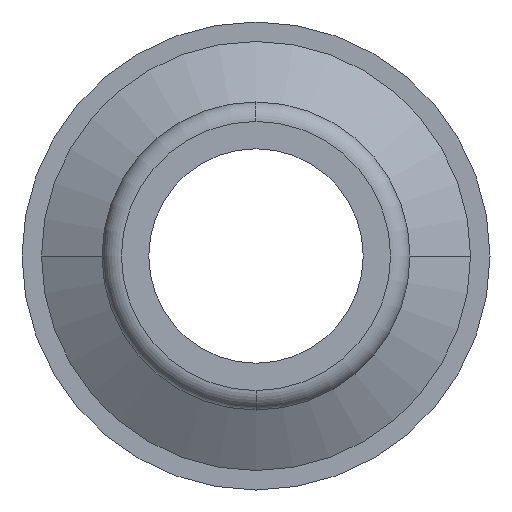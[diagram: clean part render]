
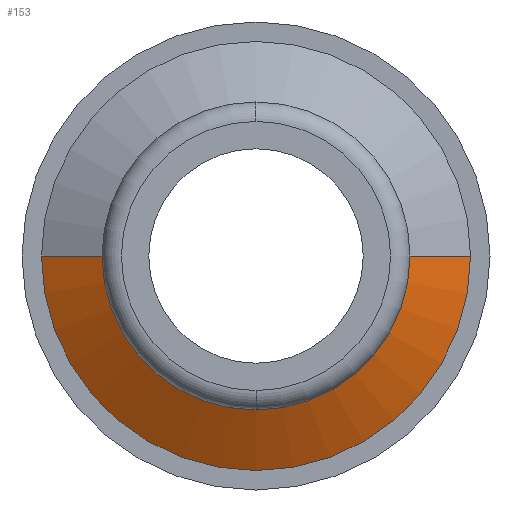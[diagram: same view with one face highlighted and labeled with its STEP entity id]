
A CAD part, front view. The second image highlights one B-rep face of the part: STEP entity #153.
In plain terms, the highlighted conical face has half-angle 60 degrees and reference radius 4.725 mm.
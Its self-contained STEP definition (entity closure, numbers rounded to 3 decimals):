
#153=ADVANCED_FACE('',(#330),#331,.T.);
#330=FACE_OUTER_BOUND('',#519,.T.);
#331=CONICAL_SURFACE('',#520,4.725,1.047);
#519=EDGE_LOOP('',(#886,#887,#888,#889));
#520=AXIS2_PLACEMENT_3D('',#890,#891,#892);
#886=ORIENTED_EDGE('',*,*,#1070,.F.);
#887=ORIENTED_EDGE('',*,*,#1176,.T.);
#888=ORIENTED_EDGE('',*,*,#1072,.F.);
#889=ORIENTED_EDGE('',*,*,#1209,.F.);
#890=CARTESIAN_POINT('',(0.0,8.447,0.0));
#891=DIRECTION('',(-0.0,1.0,-0.0));
#892=DIRECTION('',(1.0,0.0,0.0));
#1070=EDGE_CURVE('',#1259,#1260,#1261,.T.);
#1072=EDGE_CURVE('',#1262,#1264,#1265,.T.);
#1176=EDGE_CURVE('',#1259,#1264,#1424,.T.);
#1209=EDGE_CURVE('',#1260,#1262,#1468,.T.);
#1259=VERTEX_POINT('',#1520);
#1260=VERTEX_POINT('',#1521);
#1261=LINE('',#1522,#1523);
#1262=VERTEX_POINT('',#1524);
#1264=VERTEX_POINT('',#1526);
#1265=LINE('',#1527,#1528);
#1424=CIRCLE('',#1713,3.95);
#1468=CIRCLE('',#1761,5.5);
#1520=CARTESIAN_POINT('',(3.95,8.0,0.0));
#1521=CARTESIAN_POINT('',(5.5,8.895,0.0));
#1522=CARTESIAN_POINT('',(4.725,8.447,0.));
#1523=VECTOR('',#1818,1.0);
#1524=CARTESIAN_POINT('',(-5.5,8.895,0.));
#1526=CARTESIAN_POINT('',(-3.95,8.0,0.));
#1527=CARTESIAN_POINT('',(-4.725,8.447,0.));
#1528=VECTOR('',#1822,1.0);
#1713=AXIS2_PLACEMENT_3D('',#2008,#2009,#2010);
#1761=AXIS2_PLACEMENT_3D('',#2069,#2070,#2071);
#1818=DIRECTION('',(0.866,0.5,0.));
#1822=DIRECTION('',(0.866,-0.5,0.));
#2008=CARTESIAN_POINT('',(0.0,8.0,0.0));
#2009=DIRECTION('',(-0.0,1.0,0.0));
#2010=DIRECTION('',(1.0,0.0,0.0));
#2069=CARTESIAN_POINT('',(0.0,8.895,0.0));
#2070=DIRECTION('',(-0.0,1.0,0.0));
#2071=DIRECTION('',(1.0,0.0,0.0));
